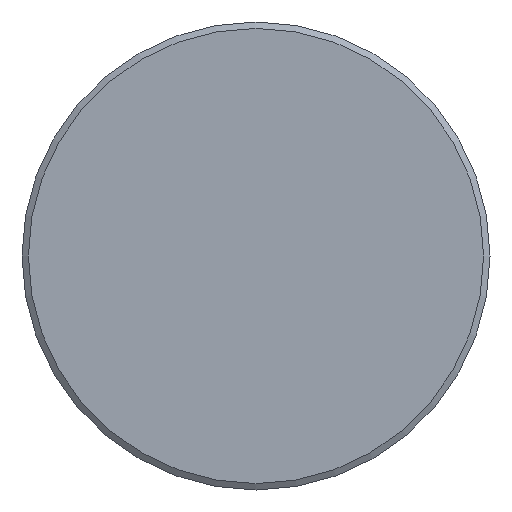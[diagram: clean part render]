
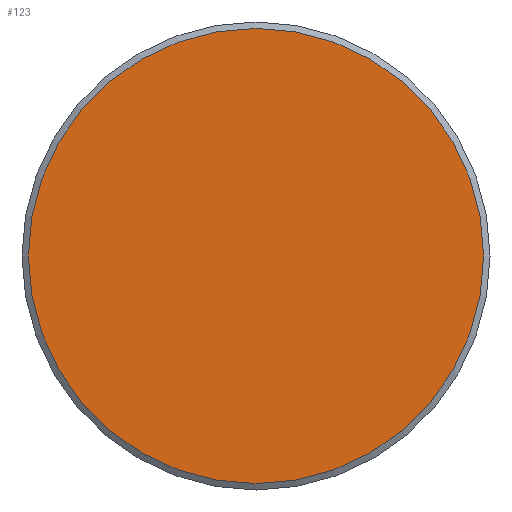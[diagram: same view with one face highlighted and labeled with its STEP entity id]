
A CAD part, front view. The second image highlights one B-rep face of the part: STEP entity #123.
In plain terms, the highlighted planar face has unit normal (0, -1, 0).
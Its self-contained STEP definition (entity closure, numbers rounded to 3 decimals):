
#123=ADVANCED_FACE('',(#2615),#2617,.T.);
#2615=FACE_BOUND('',#2616,.T.);
#2616=EDGE_LOOP('',(#2736));
#2617=PLANE('',#2618);
#2618=AXIS2_PLACEMENT_3D('',#2619,#2620,#2621);
#2619=CARTESIAN_POINT('',(0.,-3.,0.));
#2620=DIRECTION('',(0.,-1.,0.));
#2621=DIRECTION('',(0.,0.,1.));
#2736=ORIENTED_EDGE('',*,*,#2809,.F.);
#2809=EDGE_CURVE('',#2883,#2883,#2884,.T.);
#2883=VERTEX_POINT('',#4394);
#2884=CIRCLE('',#4395,53.5);
#4394=CARTESIAN_POINT('',(0.,-3.,53.5));
#4395=AXIS2_PLACEMENT_3D('',#4396,#4397,#4398);
#4396=CARTESIAN_POINT('',(0.,-3.,0.));
#4397=DIRECTION('',(0.,1.,0.));
#4398=DIRECTION('',(0.,0.,1.));
